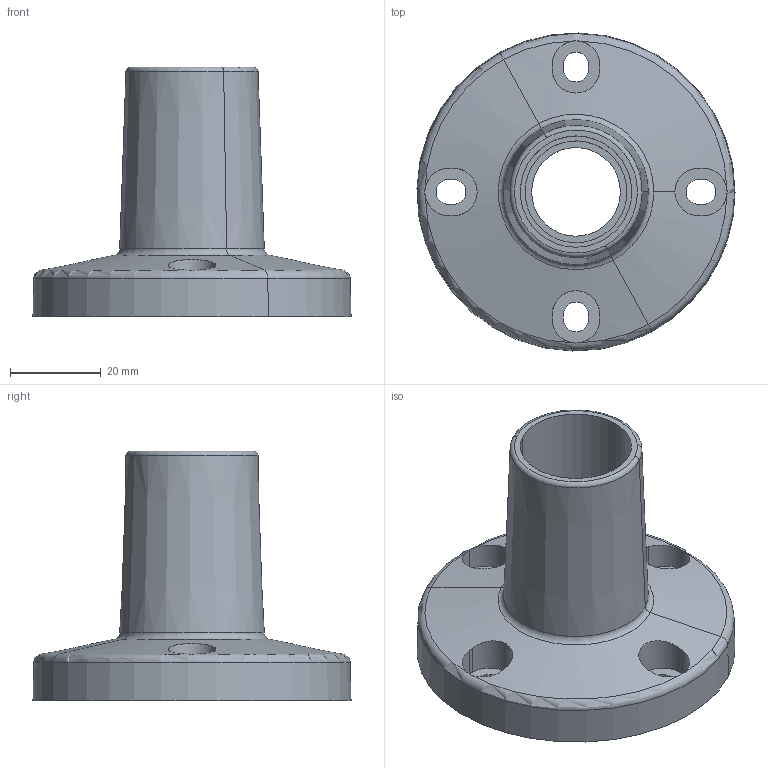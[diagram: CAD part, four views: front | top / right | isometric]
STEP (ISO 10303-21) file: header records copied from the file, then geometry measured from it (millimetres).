
FILE_DESCRIPTION (( 'STEP AP203' ), '1' );
FILE_NAME ('QZ24.STP', '2021-01-20T09:38:44', ( '' ), ( '' ), 'SwSTEP 2.0', 'SolidWorks 2019', '' );
FILE_SCHEMA (( 'CONFIG_CONTROL_DESIGN' ));
Length unit declared in the file: millimetre
Products named in the file (1): QZ24
Bounding box: 69.99 x 69.98 x 55 mm (x, y, z)
Volume: 31093 mm3; surface area: 21499 mm2
Topology: 1 solids, 1 shells, 191 faces, 563 edges, 377 vertices
Faces by surface type: plane 97, cylinder 58, cone 30, torus 6
Entity records: 7171 total; most frequent: CARTESIAN_POINT 2017, ORIENTED_EDGE 1126, DIRECTION 1016, EDGE_CURVE 563, AXIS2_PLACEMENT_3D 378, VERTEX_POINT 377, LINE 260, VECTOR 260
